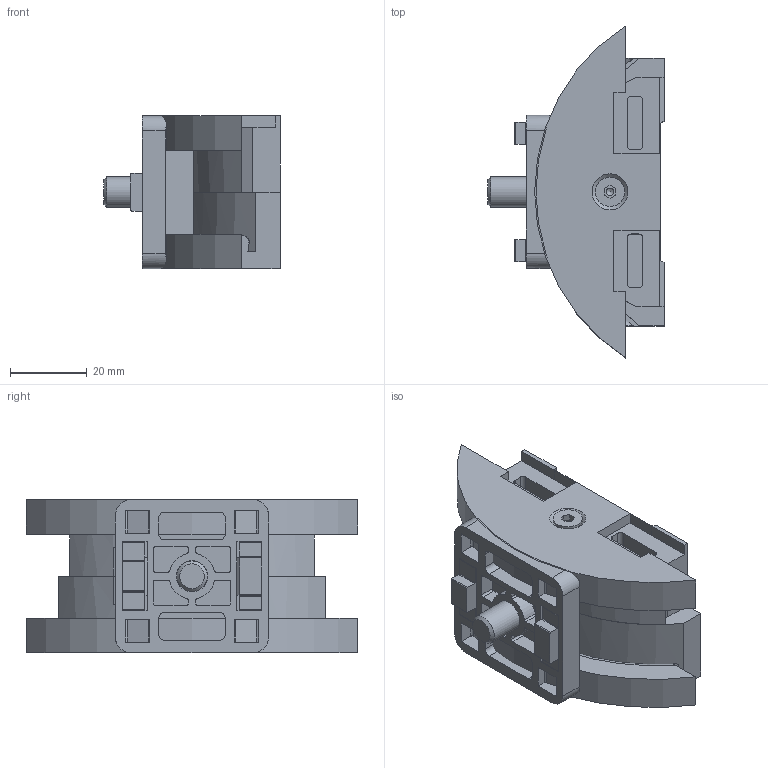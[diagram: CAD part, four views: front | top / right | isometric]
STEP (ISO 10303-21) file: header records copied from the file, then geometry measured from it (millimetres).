
FILE_DESCRIPTION(('STEP AP203'),'1');
FILE_NAME('ERGO00H1969.stp','2024-03-26T13:02:59',(' '),(' '),'Spatial InterOp 3D',' ',' ');
FILE_SCHEMA(('CONFIG_CONTROL_DESIGN'));
Length unit declared in the file: millimetre
Products named in the file (9): Support bac orientable
Assembly tree (8 placements, depth 2):
  Support bac orientable
    Support bac orientable
    Support bac orientable
    Support bac orientable
    Support bac orientable
    Support bac orientable
    Support bac orientable
    Support bac orientable
    Support bac orientable
Bounding box: 46.1 x 86.7 x 40.1 mm (x, y, z)
Volume: 65371.5 mm3; surface area: 28506.2 mm2
Topology: 8 solids, 8 shells, 360 faces, 957 edges, 627 vertices
Faces by surface type: plane 231, cylinder 96, cone 26, torus 7
Full cylindrical faces by diameter (mm): 3.242 x2, 4 x1, 4.134 x1, 7.64 x1, 8 x1, 8.2 x1, 13 x1, 14 x1
Entity records: 11866 total; most frequent: CARTESIAN_POINT 2298, DIRECTION 1870, ORIENTED_EDGE 1858, EDGE_CURVE 929, LINE 640, VECTOR 640, VERTEX_POINT 623, AXIS2_PLACEMENT_3D 615
